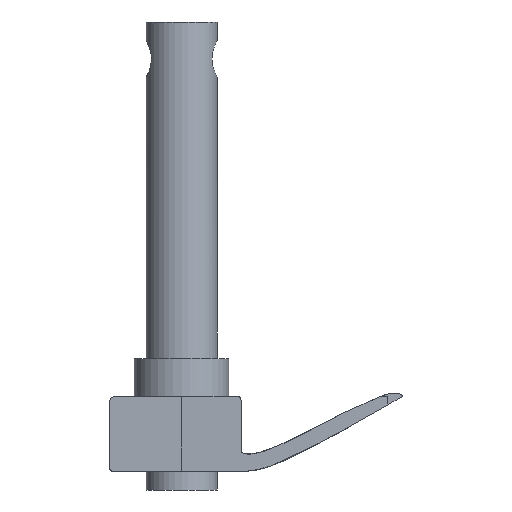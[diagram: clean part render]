
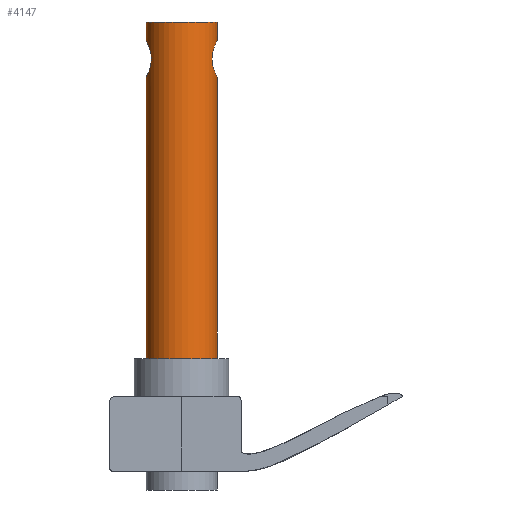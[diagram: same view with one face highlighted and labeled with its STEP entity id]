
A CAD part, front view. The second image highlights one B-rep face of the part: STEP entity #4147.
In plain terms, the highlighted cylindrical face has radius 9.516 mm (diameter 19.033 mm), a full revolution.
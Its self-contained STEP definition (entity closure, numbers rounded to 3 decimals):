
#62=FACE_BOUND('',#791,.T.);
#83=B_SPLINE_CURVE_WITH_KNOTS('',3,(#7161,#7162,#7163,#7164,#7165,#7166,
#7167,#7168,#7169,#7170,#7171,#7172,#7173,#7174,#7175,#7176,#7177,#7178),
 .UNSPECIFIED.,.F.,.F.,(4,2,2,2,2,2,2,2,4),(0.,0.193,0.386,
0.578,0.771,0.963,1.155,
1.348,1.541),.UNSPECIFIED.);
#84=B_SPLINE_CURVE_WITH_KNOTS('',3,(#7179,#7180,#7181,#7182,#7183,#7184,
#7185,#7186,#7187,#7188,#7189,#7190,#7191,#7192,#7193,#7194,#7195,#7196),
 .UNSPECIFIED.,.F.,.F.,(4,2,2,2,2,2,2,2,4),(1.541,1.734,
1.927,2.12,2.312,2.504,2.697,
2.89,3.083),.UNSPECIFIED.);
#85=B_SPLINE_CURVE_WITH_KNOTS('',3,(#7200,#7201,#7202,#7203,#7204,#7205,
#7206,#7207,#7208,#7209,#7210,#7211),.UNSPECIFIED.,.F.,.F.,(4,2,2,2,2,4),
(2.312,2.312,2.504,2.697,2.89,
3.083),.UNSPECIFIED.);
#86=B_SPLINE_CURVE_WITH_KNOTS('',3,(#7213,#7214,#7215,#7216,#7217,#7218,
#7219,#7220,#7221,#7222,#7223,#7224,#7225,#7226,#7227,#7228,#7229,#7230),
 .UNSPECIFIED.,.F.,.F.,(4,2,2,2,2,2,2,2,4),(0.771,0.963,
1.155,1.348,1.541,1.734,1.927,
2.12,2.312),.UNSPECIFIED.);
#87=B_SPLINE_CURVE_WITH_KNOTS('',3,(#7231,#7232,#7233,#7234,#7235,#7236,
#7237,#7238,#7239,#7240,#7241,#7242),.UNSPECIFIED.,.F.,.F.,(4,2,2,2,2,4),
(0.,0.193,0.386,0.578,0.771,
0.771),.UNSPECIFIED.);
#526=FACE_OUTER_BOUND('',#790,.T.);
#790=EDGE_LOOP('',(#3896,#3897,#3898,#3899,#3900,#3901,#3902,#3903,#3904));
#791=EDGE_LOOP('',(#3905,#3906));
#1321=LINE('',#7246,#1848);
#1322=LINE('',#7248,#1849);
#1848=VECTOR('',#5384,9.516);
#1849=VECTOR('',#5385,9.516);
#1860=CIRCLE('',#4395,9.516);
#1861=CIRCLE('',#4396,9.516);
#2223=VERTEX_POINT('',#7159);
#2224=VERTEX_POINT('',#7160);
#2225=VERTEX_POINT('',#7197);
#2226=VERTEX_POINT('',#7199);
#2227=VERTEX_POINT('',#7212);
#2228=VERTEX_POINT('',#7244);
#2229=VERTEX_POINT('',#7247);
#2780=EDGE_CURVE('',#2223,#2224,#83,.T.);
#2781=EDGE_CURVE('',#2224,#2223,#84,.T.);
#2783=EDGE_CURVE('',#2226,#2225,#85,.T.);
#2784=EDGE_CURVE('',#2227,#2226,#86,.T.);
#2785=EDGE_CURVE('',#2225,#2227,#87,.T.);
#2786=EDGE_CURVE('',#2228,#2228,#1860,.T.);
#2787=EDGE_CURVE('',#2228,#2226,#1321,.T.);
#2788=EDGE_CURVE('',#2227,#2229,#1322,.T.);
#2789=EDGE_CURVE('',#2229,#2229,#1861,.T.);
#3896=ORIENTED_EDGE('',*,*,#2786,.F.);
#3897=ORIENTED_EDGE('',*,*,#2787,.T.);
#3898=ORIENTED_EDGE('',*,*,#2783,.T.);
#3899=ORIENTED_EDGE('',*,*,#2785,.T.);
#3900=ORIENTED_EDGE('',*,*,#2788,.T.);
#3901=ORIENTED_EDGE('',*,*,#2789,.T.);
#3902=ORIENTED_EDGE('',*,*,#2788,.F.);
#3903=ORIENTED_EDGE('',*,*,#2784,.T.);
#3904=ORIENTED_EDGE('',*,*,#2787,.F.);
#3905=ORIENTED_EDGE('',*,*,#2780,.T.);
#3906=ORIENTED_EDGE('',*,*,#2781,.T.);
#3921=CYLINDRICAL_SURFACE('',#4394,9.516);
#4147=ADVANCED_FACE('',(#526,#62),#3921,.T.);
#4394=AXIS2_PLACEMENT_3D('',#7243,#5380,#5381);
#4395=AXIS2_PLACEMENT_3D('',#7245,#5382,#5383);
#4396=AXIS2_PLACEMENT_3D('',#7249,#5386,#5387);
#5380=DIRECTION('center_axis',(0.,0.,1.));
#5381=DIRECTION('ref_axis',(1.,0.,0.));
#5382=DIRECTION('center_axis',(0.,0.,1.));
#5383=DIRECTION('ref_axis',(1.,0.,0.));
#5384=DIRECTION('',(0.,0.,-1.));
#5385=DIRECTION('',(0.,0.,-1.));
#5386=DIRECTION('center_axis',(0.,0.,1.));
#5387=DIRECTION('ref_axis',(1.,0.,0.));
#7159=CARTESIAN_POINT('',(8.097,5.,110.172));
#7160=CARTESIAN_POINT('',(8.097,-5.,110.172));
#7161=CARTESIAN_POINT('Ctrl Pts',(8.097,5.,110.172));
#7162=CARTESIAN_POINT('Ctrl Pts',(8.097,5.,109.528));
#7163=CARTESIAN_POINT('Ctrl Pts',(8.182,4.868,108.854));
#7164=CARTESIAN_POINT('Ctrl Pts',(8.466,4.355,107.627));
#7165=CARTESIAN_POINT('Ctrl Pts',(8.66,3.973,107.074));
#7166=CARTESIAN_POINT('Ctrl Pts',(9.01,3.099,106.2));
#7167=CARTESIAN_POINT('Ctrl Pts',(9.191,2.545,105.817));
#7168=CARTESIAN_POINT('Ctrl Pts',(9.446,1.316,105.302));
#7169=CARTESIAN_POINT('Ctrl Pts',(9.516,0.641,105.172));
#7170=CARTESIAN_POINT('Ctrl Pts',(9.516,-0.641,105.172));
#7171=CARTESIAN_POINT('Ctrl Pts',(9.446,-1.317,105.302));
#7172=CARTESIAN_POINT('Ctrl Pts',(9.191,-2.546,105.817));
#7173=CARTESIAN_POINT('Ctrl Pts',(9.01,-3.1,106.2));
#7174=CARTESIAN_POINT('Ctrl Pts',(8.66,-3.974,107.074));
#7175=CARTESIAN_POINT('Ctrl Pts',(8.466,-4.356,107.627));
#7176=CARTESIAN_POINT('Ctrl Pts',(8.182,-4.869,108.854));
#7177=CARTESIAN_POINT('Ctrl Pts',(8.097,-5.,109.528));
#7178=CARTESIAN_POINT('Ctrl Pts',(8.097,-5.,110.172));
#7179=CARTESIAN_POINT('Ctrl Pts',(8.097,-5.,110.172));
#7180=CARTESIAN_POINT('Ctrl Pts',(8.097,-5.,110.815));
#7181=CARTESIAN_POINT('Ctrl Pts',(8.182,-4.869,111.489));
#7182=CARTESIAN_POINT('Ctrl Pts',(8.466,-4.356,112.716));
#7183=CARTESIAN_POINT('Ctrl Pts',(8.66,-3.974,113.269));
#7184=CARTESIAN_POINT('Ctrl Pts',(9.01,-3.1,114.143));
#7185=CARTESIAN_POINT('Ctrl Pts',(9.191,-2.546,114.526));
#7186=CARTESIAN_POINT('Ctrl Pts',(9.446,-1.317,115.041));
#7187=CARTESIAN_POINT('Ctrl Pts',(9.516,-0.641,115.172));
#7188=CARTESIAN_POINT('Ctrl Pts',(9.516,0.641,115.172));
#7189=CARTESIAN_POINT('Ctrl Pts',(9.446,1.316,115.041));
#7190=CARTESIAN_POINT('Ctrl Pts',(9.191,2.545,114.526));
#7191=CARTESIAN_POINT('Ctrl Pts',(9.01,3.099,114.143));
#7192=CARTESIAN_POINT('Ctrl Pts',(8.66,3.973,113.269));
#7193=CARTESIAN_POINT('Ctrl Pts',(8.466,4.355,112.716));
#7194=CARTESIAN_POINT('Ctrl Pts',(8.182,4.868,111.489));
#7195=CARTESIAN_POINT('Ctrl Pts',(8.097,5.,110.815));
#7196=CARTESIAN_POINT('Ctrl Pts',(8.097,5.,110.172));
#7197=CARTESIAN_POINT('',(-8.097,-5.,110.172));
#7199=CARTESIAN_POINT('',(-9.516,0.,115.172));
#7200=CARTESIAN_POINT('Ctrl Pts',(-9.516,0.,
115.172));
#7201=CARTESIAN_POINT('Ctrl Pts',(-9.516,0.,
115.172));
#7202=CARTESIAN_POINT('Ctrl Pts',(-9.516,0.,
115.172));
#7203=CARTESIAN_POINT('Ctrl Pts',(-9.516,-0.641,115.172));
#7204=CARTESIAN_POINT('Ctrl Pts',(-9.446,-1.317,115.041));
#7205=CARTESIAN_POINT('Ctrl Pts',(-9.191,-2.546,114.526));
#7206=CARTESIAN_POINT('Ctrl Pts',(-9.01,-3.1,114.143));
#7207=CARTESIAN_POINT('Ctrl Pts',(-8.66,-3.974,113.269));
#7208=CARTESIAN_POINT('Ctrl Pts',(-8.466,-4.356,112.716));
#7209=CARTESIAN_POINT('Ctrl Pts',(-8.182,-4.869,111.489));
#7210=CARTESIAN_POINT('Ctrl Pts',(-8.097,-5.,110.815));
#7211=CARTESIAN_POINT('Ctrl Pts',(-8.097,-5.,110.172));
#7212=CARTESIAN_POINT('',(-9.516,0.,105.172));
#7213=CARTESIAN_POINT('Ctrl Pts',(-9.516,0.,
105.172));
#7214=CARTESIAN_POINT('Ctrl Pts',(-9.516,0.641,105.172));
#7215=CARTESIAN_POINT('Ctrl Pts',(-9.446,1.316,105.302));
#7216=CARTESIAN_POINT('Ctrl Pts',(-9.191,2.545,105.817));
#7217=CARTESIAN_POINT('Ctrl Pts',(-9.01,3.099,106.2));
#7218=CARTESIAN_POINT('Ctrl Pts',(-8.66,3.973,107.074));
#7219=CARTESIAN_POINT('Ctrl Pts',(-8.466,4.355,107.627));
#7220=CARTESIAN_POINT('Ctrl Pts',(-8.182,4.868,108.854));
#7221=CARTESIAN_POINT('Ctrl Pts',(-8.097,5.,109.528));
#7222=CARTESIAN_POINT('Ctrl Pts',(-8.097,5.,110.815));
#7223=CARTESIAN_POINT('Ctrl Pts',(-8.182,4.868,111.489));
#7224=CARTESIAN_POINT('Ctrl Pts',(-8.466,4.355,112.716));
#7225=CARTESIAN_POINT('Ctrl Pts',(-8.66,3.973,113.269));
#7226=CARTESIAN_POINT('Ctrl Pts',(-9.01,3.099,114.143));
#7227=CARTESIAN_POINT('Ctrl Pts',(-9.191,2.545,114.526));
#7228=CARTESIAN_POINT('Ctrl Pts',(-9.446,1.316,115.041));
#7229=CARTESIAN_POINT('Ctrl Pts',(-9.516,0.641,115.172));
#7230=CARTESIAN_POINT('Ctrl Pts',(-9.516,0.,
115.172));
#7231=CARTESIAN_POINT('Ctrl Pts',(-8.097,-5.,110.172));
#7232=CARTESIAN_POINT('Ctrl Pts',(-8.097,-5.,109.528));
#7233=CARTESIAN_POINT('Ctrl Pts',(-8.182,-4.869,108.854));
#7234=CARTESIAN_POINT('Ctrl Pts',(-8.466,-4.356,107.627));
#7235=CARTESIAN_POINT('Ctrl Pts',(-8.66,-3.974,107.074));
#7236=CARTESIAN_POINT('Ctrl Pts',(-9.01,-3.1,106.2));
#7237=CARTESIAN_POINT('Ctrl Pts',(-9.191,-2.546,105.817));
#7238=CARTESIAN_POINT('Ctrl Pts',(-9.446,-1.317,105.302));
#7239=CARTESIAN_POINT('Ctrl Pts',(-9.516,-0.641,
105.172));
#7240=CARTESIAN_POINT('Ctrl Pts',(-9.516,0.,
105.172));
#7241=CARTESIAN_POINT('Ctrl Pts',(-9.516,0.,
105.172));
#7242=CARTESIAN_POINT('Ctrl Pts',(-9.516,0.,
105.172));
#7243=CARTESIAN_POINT('Origin',(0.,0.,0.));
#7244=CARTESIAN_POINT('',(-9.516,0.,120.));
#7245=CARTESIAN_POINT('Origin',(0.,0.,120.));
#7246=CARTESIAN_POINT('',(-9.516,0.,0.));
#7247=CARTESIAN_POINT('',(-9.516,0.,0.));
#7248=CARTESIAN_POINT('',(-9.516,0.,0.));
#7249=CARTESIAN_POINT('Origin',(0.,0.,0.));
